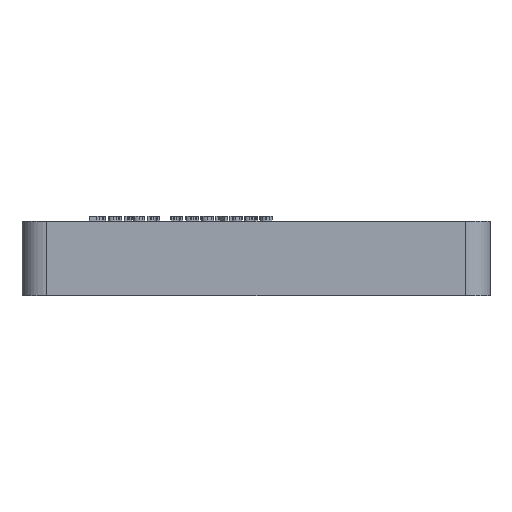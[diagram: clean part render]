
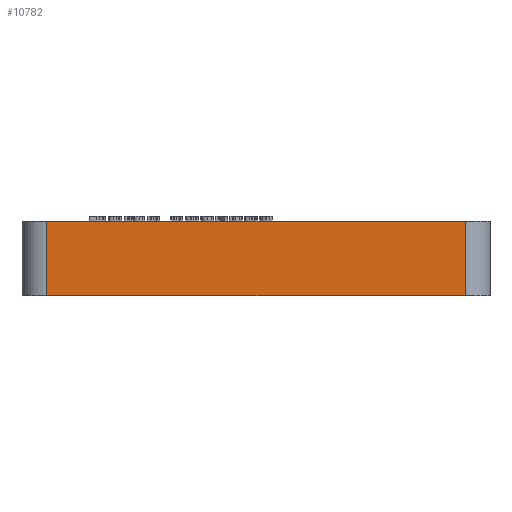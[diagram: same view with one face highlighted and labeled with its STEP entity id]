
A CAD part, front view. The second image highlights one B-rep face of the part: STEP entity #10782.
In plain terms, the highlighted planar face has unit normal (0, -1, 0).
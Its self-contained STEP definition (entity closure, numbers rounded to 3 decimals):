
#1783=FACE_OUTER_BOUND('',#2548,.T.);
#2548=EDGE_LOOP('',(#9573,#9574,#9575,#9576));
#2929=LINE('',#14779,#3788);
#3329=LINE('',#19945,#4188);
#3330=LINE('',#19946,#4189);
#3331=LINE('',#19947,#4190);
#3788=VECTOR('',#12426,10.);
#4188=VECTOR('',#12990,10.);
#4189=VECTOR('',#12991,10.);
#4190=VECTOR('',#12992,10.);
#4702=VERTEX_POINT('',#14764);
#4709=VERTEX_POINT('',#14777);
#5252=VERTEX_POINT('',#19943);
#5253=VERTEX_POINT('',#19944);
#5913=EDGE_CURVE('',#4709,#4702,#2929,.T.);
#6727=EDGE_CURVE('',#5252,#5253,#3329,.T.);
#6728=EDGE_CURVE('',#5253,#4702,#3330,.T.);
#6729=EDGE_CURVE('',#5252,#4709,#3331,.T.);
#9573=ORIENTED_EDGE('',*,*,#6727,.T.);
#9574=ORIENTED_EDGE('',*,*,#6728,.T.);
#9575=ORIENTED_EDGE('',*,*,#5913,.F.);
#9576=ORIENTED_EDGE('',*,*,#6729,.F.);
#10274=PLANE('',#11314);
#10782=ADVANCED_FACE('',(#1783),#10274,.T.);
#11314=AXIS2_PLACEMENT_3D('',#19942,#12988,#12989);
#12426=DIRECTION('',(1.,0.,0.));
#12988=DIRECTION('center_axis',(0.,-1.,0.));
#12989=DIRECTION('ref_axis',(1.,0.,0.));
#12990=DIRECTION('',(1.,0.,0.));
#12991=DIRECTION('',(0.,0.,1.));
#12992=DIRECTION('',(0.,0.,1.));
#14764=CARTESIAN_POINT('',(81.62,-7.5,15.));
#14777=CARTESIAN_POINT('',(-2.5,-7.5,15.));
#14779=CARTESIAN_POINT('',(-2.5,-7.5,15.));
#19942=CARTESIAN_POINT('Origin',(-2.5,-7.5,0.));
#19943=CARTESIAN_POINT('',(-2.5,-7.5,0.));
#19944=CARTESIAN_POINT('',(81.62,-7.5,0.));
#19945=CARTESIAN_POINT('',(-2.5,-7.5,0.));
#19946=CARTESIAN_POINT('',(81.62,-7.5,0.));
#19947=CARTESIAN_POINT('',(-2.5,-7.5,0.));
